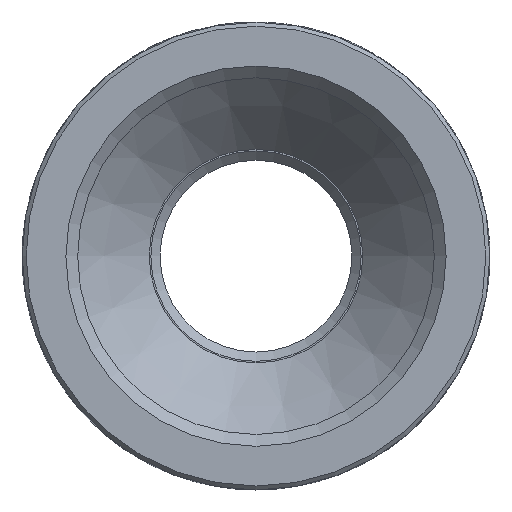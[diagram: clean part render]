
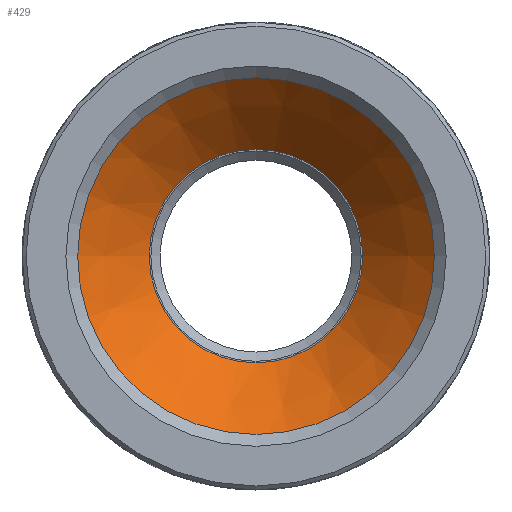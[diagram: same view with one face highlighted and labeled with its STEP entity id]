
A CAD part, left-side view. The second image highlights one B-rep face of the part: STEP entity #429.
In plain terms, the highlighted conical face has half-angle 42.344 degrees and reference radius 19.435 mm.
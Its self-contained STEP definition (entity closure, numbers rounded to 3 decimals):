
#12 = ORIENTED_EDGE ( 'NONE', *, *, #12630, .F. ) ;
#90 = DIRECTION ( 'NONE',  ( 0., 1., 0. ) ) ;
#429 = ADVANCED_FACE ( 'NONE', ( #17581, #904 ), #18889, .F. ) ;
#904 = FACE_OUTER_BOUND ( 'NONE', #1944, .T. ) ;
#1360 = ORIENTED_EDGE ( 'NONE', *, *, #14672, .F. ) ;
#1751 = CARTESIAN_POINT ( 'NONE',  ( -25.627, 24.928, 0. ) ) ;
#1944 = EDGE_LOOP ( 'NONE', ( #1360 ) ) ;
#3351 = CARTESIAN_POINT ( 'NONE',  ( -13., -13.421, 0. ) ) ;
#4069 = AXIS2_PLACEMENT_3D ( 'NONE', #16259, #19321, #10234 ) ;
#4134 = AXIS2_PLACEMENT_3D ( 'NONE', #12553, #17076, #90 ) ;
#4225 = DIRECTION ( 'NONE',  ( 0., -1., 0. ) ) ;
#6374 = VERTEX_POINT ( 'NONE', #1751 ) ;
#10234 = DIRECTION ( 'NONE',  ( 0., -1., 0. ) ) ;
#10808 = VERTEX_POINT ( 'NONE', #3351 ) ;
#12553 = CARTESIAN_POINT ( 'NONE',  ( -25.627, 0., 0. ) ) ;
#12630 = EDGE_CURVE ( 'NONE', #10808, #10808, #16998, .T. ) ;
#13286 = EDGE_LOOP ( 'NONE', ( #12 ) ) ;
#14580 = CARTESIAN_POINT ( 'NONE',  ( -13., 0., 0. ) ) ;
#14672 = EDGE_CURVE ( 'NONE', #6374, #6374, #18289, .T. ) ;
#15375 = AXIS2_PLACEMENT_3D ( 'NONE', #14580, #19167, #4225 ) ;
#16259 = CARTESIAN_POINT ( 'NONE',  ( -19.6, 0., 0. ) ) ;
#16998 = CIRCLE ( 'NONE', #15375, 13.42 ) ;
#17076 = DIRECTION ( 'NONE',  ( 1., 0., 0. ) ) ;
#17581 = FACE_BOUND ( 'NONE', #13286, .T. ) ;
#18289 = CIRCLE ( 'NONE', #4134, 24.928 ) ;
#18889 = CONICAL_SURFACE ( 'NONE', #4069, 19.435, 0.739 ) ;
#19167 = DIRECTION ( 'NONE',  ( -1., 0., 0. ) ) ;
#19321 = DIRECTION ( 'NONE',  ( -1., 0., 0. ) ) ;
